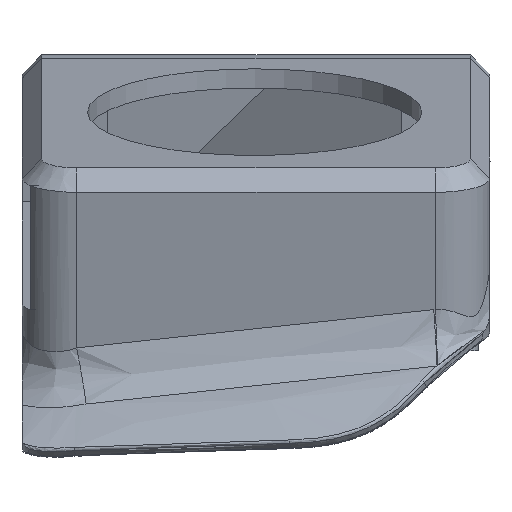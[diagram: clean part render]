
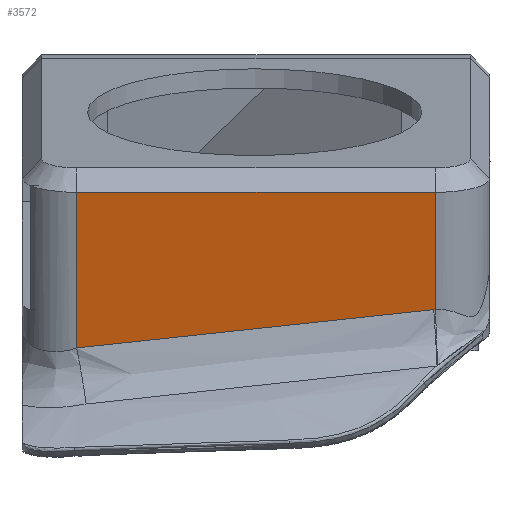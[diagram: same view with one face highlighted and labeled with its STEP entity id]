
A CAD part, left-side view. The second image highlights one B-rep face of the part: STEP entity #3572.
In plain terms, the highlighted planar face has unit normal (-0.966, 0, -0.259).
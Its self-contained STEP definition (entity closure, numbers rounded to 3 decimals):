
#336=B_SPLINE_CURVE_WITH_KNOTS('',3,(#17137,#17138,#17139,#17140,#17141,
#17142,#17143,#17144,#17145,#17146,#17147,#17148,#17149,#17150,#17151,#17152),
 .UNSPECIFIED.,.F.,.F.,(4,2,2,2,2,2,2,4),(-3.614,-3.25,
-2.369,-1.918,-1.456,-0.516,
-0.05,0.),.UNSPECIFIED.);
#339=B_SPLINE_CURVE_WITH_KNOTS('',3,(#17196,#17197,#17198,#17199),
 .UNSPECIFIED.,.F.,.F.,(4,4),(-0.011,0.004),
 .UNSPECIFIED.);
#456=PLANE('',#3770);
#659=FACE_OUTER_BOUND('',#873,.T.);
#873=EDGE_LOOP('',(#3336,#3337,#3338,#3339,#3340));
#1058=LINE('',#14892,#1281);
#1072=LINE('',#15413,#1295);
#1096=LINE('',#21068,#1319);
#1281=VECTOR('',#4213,10.);
#1295=VECTOR('',#4259,10.);
#1319=VECTOR('',#4359,10.);
#1650=VERTEX_POINT('',#14878);
#1651=VERTEX_POINT('',#14891);
#1665=VERTEX_POINT('',#15406);
#1695=VERTEX_POINT('',#17135);
#1697=VERTEX_POINT('',#17194);
#2129=EDGE_CURVE('',#1650,#1651,#1058,.T.);
#2160=EDGE_CURVE('',#1651,#1665,#1072,.T.);
#2201=EDGE_CURVE('',#1695,#1650,#336,.T.);
#2205=EDGE_CURVE('',#1697,#1695,#339,.T.);
#2260=EDGE_CURVE('',#1697,#1665,#1096,.T.);
#3336=ORIENTED_EDGE('',*,*,#2160,.F.);
#3337=ORIENTED_EDGE('',*,*,#2129,.F.);
#3338=ORIENTED_EDGE('',*,*,#2201,.F.);
#3339=ORIENTED_EDGE('',*,*,#2205,.F.);
#3340=ORIENTED_EDGE('',*,*,#2260,.T.);
#3572=ADVANCED_FACE('',(#659),#456,.T.);
#3770=AXIS2_PLACEMENT_3D('',#21070,#4362,#4363);
#4213=DIRECTION('',(-0.259,0.,0.966));
#4259=DIRECTION('',(0.,-1.,0.));
#4359=DIRECTION('',(-0.259,0.,0.966));
#4362=DIRECTION('center_axis',(-0.966,0.,
-0.259));
#4363=DIRECTION('ref_axis',(0.,1.,0.));
#14878=CARTESIAN_POINT('',(-85.865,28.028,64.238));
#14891=CARTESIAN_POINT('',(-90.058,28.028,79.886));
#14892=CARTESIAN_POINT('',(-90.317,28.028,80.852));
#15406=CARTESIAN_POINT('',(-90.058,-8.028,79.886));
#15413=CARTESIAN_POINT('',(-90.058,0.986,79.886));
#17135=CARTESIAN_POINT('',(-86.897,-7.873,68.088));
#17137=CARTESIAN_POINT('Ctrl Pts',(-86.897,-7.873,
68.088));
#17138=CARTESIAN_POINT('Ctrl Pts',(-86.876,-6.662,
68.01));
#17139=CARTESIAN_POINT('Ctrl Pts',(-86.854,-5.451,67.927));
#17140=CARTESIAN_POINT('Ctrl Pts',(-86.774,-1.313,
67.631));
#17141=CARTESIAN_POINT('Ctrl Pts',(-86.712,1.612,67.4));
#17142=CARTESIAN_POINT('Ctrl Pts',(-86.611,6.034,67.02));
#17143=CARTESIAN_POINT('Ctrl Pts',(-86.575,7.533,66.886));
#17144=CARTESIAN_POINT('Ctrl Pts',(-86.497,10.563,66.597));
#17145=CARTESIAN_POINT('Ctrl Pts',(-86.456,12.093,66.443));
#17146=CARTESIAN_POINT('Ctrl Pts',(-86.32,16.737,65.935));
#17147=CARTESIAN_POINT('Ctrl Pts',(-86.215,19.846,65.545));
#17148=CARTESIAN_POINT('Ctrl Pts',(-86.029,24.477,64.849));
#17149=CARTESIAN_POINT('Ctrl Pts',(-85.962,26.008,64.6));
#17150=CARTESIAN_POINT('Ctrl Pts',(-85.881,27.699,64.297));
#17151=CARTESIAN_POINT('Ctrl Pts',(-85.873,27.864,64.268));
#17152=CARTESIAN_POINT('Ctrl Pts',(-85.865,28.028,64.238));
#17194=CARTESIAN_POINT('',(-86.899,-8.028,68.096));
#17196=CARTESIAN_POINT('Ctrl Pts',(-86.899,-8.028,68.096));
#17197=CARTESIAN_POINT('Ctrl Pts',(-86.898,-7.976,
68.094));
#17198=CARTESIAN_POINT('Ctrl Pts',(-86.898,-7.925,68.091));
#17199=CARTESIAN_POINT('Ctrl Pts',(-86.897,-7.873,68.087));
#21068=CARTESIAN_POINT('',(-90.317,-8.028,80.852));
#21070=CARTESIAN_POINT('Origin',(-90.317,-8.028,80.852));
